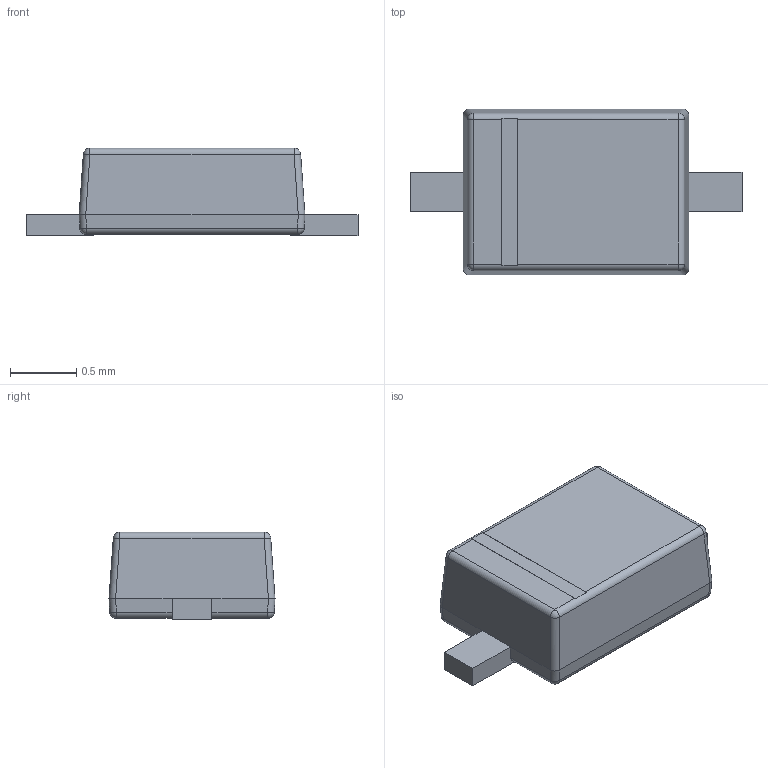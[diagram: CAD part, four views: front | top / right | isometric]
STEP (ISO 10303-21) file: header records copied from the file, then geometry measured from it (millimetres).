
FILE_DESCRIPTION (( 'STEP AP214' ), '1' );
FILE_NAME ('SOD-323F_L1.7-W1.3-LS2.5-RD.STEP', '2021-09-15T06:28:42', ( 'PC' ), ( 'Microsoft' ), 'SwSTEP 2.0', 'SolidWorks 2018', '' );
FILE_SCHEMA (( 'AUTOMOTIVE_DESIGN' ));
Length unit declared in the file: millimetre
Products named in the file (2): SOD-323F_L1.7-W1.3-LS2.5-RD
Bounding box: 2.5 x 1.25 x 0.66 mm (x, y, z)
Volume: 1.4 mm3; surface area: 8.3 mm2
Topology: 1 solids, 1 shells, 113 faces, 284 edges, 180 vertices
Faces by surface type: plane 73, cylinder 18, bspline 14, sphere 8
Entity records: 5298 total; most frequent: CARTESIAN_POINT 1389, ORIENTED_EDGE 568, DIRECTION 486, EDGE_CURVE 284, LINE 220, VECTOR 220, VERTEX_POINT 180, AXIS2_PLACEMENT_3D 133
